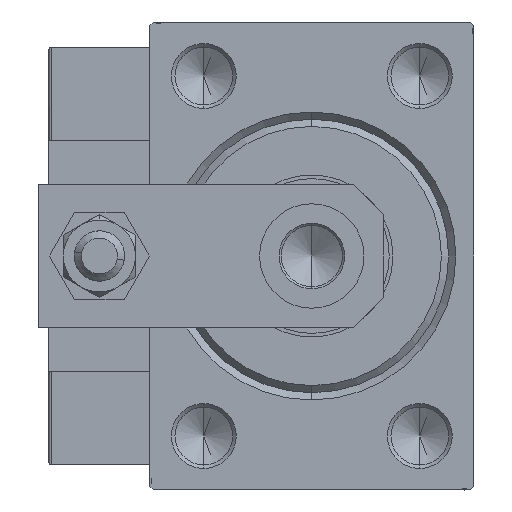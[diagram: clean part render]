
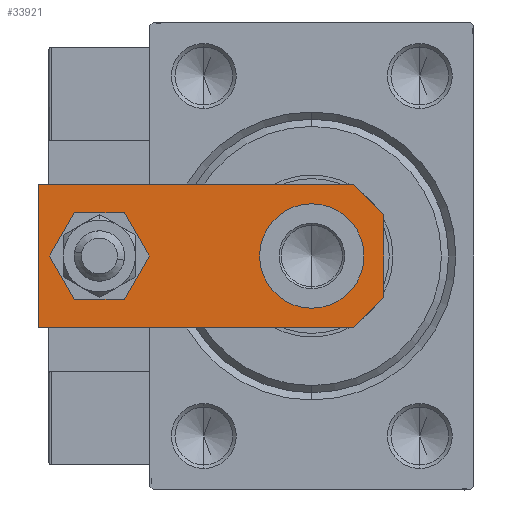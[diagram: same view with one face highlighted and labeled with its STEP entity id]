
A CAD part, left-side view. The second image highlights one B-rep face of the part: STEP entity #33921.
In plain terms, the highlighted face is planar.
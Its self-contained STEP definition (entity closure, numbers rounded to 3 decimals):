
#51 = EDGE_CURVE ( 'NONE', #31038, #33557, #5040, .T. ) ;
#85 = VERTEX_POINT ( 'NONE', #21582 ) ;
#889 = CARTESIAN_POINT ( 'NONE',  ( 10., 48., 6. ) ) ;
#997 = LINE ( 'NONE', #13331, #45240 ) ;
#1159 = ORIENTED_EDGE ( 'NONE', *, *, #48112, .T. ) ;
#1961 = CARTESIAN_POINT ( 'NONE',  ( 0., 10., 6. ) ) ;
#2097 = DIRECTION ( 'NONE',  ( 1., 0., 0. ) ) ;
#2253 = VERTEX_POINT ( 'NONE', #13452 ) ;
#4129 = CARTESIAN_POINT ( 'NONE',  ( 7.25, 10., 6. ) ) ;
#4209 = DIRECTION ( 'NONE',  ( 1., 0., 0. ) ) ;
#5040 = LINE ( 'NONE', #29988, #32253 ) ;
#7446 = CARTESIAN_POINT ( 'NONE',  ( -10., 48., 6. ) ) ;
#7552 = CARTESIAN_POINT ( 'NONE',  ( -5.76, 0., 6. ) ) ;
#9538 = LINE ( 'NONE', #889, #48674 ) ;
#9654 = CIRCLE ( 'NONE', #39033, 4. ) ;
#10009 = DIRECTION ( 'NONE',  ( 0.707, -0.707, 0. ) ) ;
#10347 = CARTESIAN_POINT ( 'NONE',  ( -10., 48., 6. ) ) ;
#10670 = ORIENTED_EDGE ( 'NONE', *, *, #43095, .T. ) ;
#11024 = AXIS2_PLACEMENT_3D ( 'NONE', #41541, #45734, #2097 ) ;
#13254 = CARTESIAN_POINT ( 'NONE',  ( 2.88, -2.88, 6. ) ) ;
#13324 = EDGE_CURVE ( 'NONE', #36800, #51437, #44381, .T. ) ;
#13331 = CARTESIAN_POINT ( 'NONE',  ( 10., 0., 6. ) ) ;
#13452 = CARTESIAN_POINT ( 'NONE',  ( 10., 48., 6. ) ) ;
#13560 = DIRECTION ( 'NONE',  ( 0., 0., 1. ) ) ;
#13844 = DIRECTION ( 'NONE',  ( 0., 1., 0. ) ) ;
#14267 = VERTEX_POINT ( 'NONE', #44738 ) ;
#15344 = ORIENTED_EDGE ( 'NONE', *, *, #28109, .T. ) ;
#15381 = ORIENTED_EDGE ( 'NONE', *, *, #38470, .F. ) ;
#15944 = CARTESIAN_POINT ( 'NONE',  ( -10., 0., 6. ) ) ;
#17479 = DIRECTION ( 'NONE',  ( 1., 0., 0. ) ) ;
#17506 = CARTESIAN_POINT ( 'NONE',  ( 0., 39.5, 6. ) ) ;
#19285 = EDGE_CURVE ( 'NONE', #2253, #25782, #9538, .T. ) ;
#20156 = CARTESIAN_POINT ( 'NONE',  ( 0., 39.5, 6. ) ) ;
#20412 = DIRECTION ( 'NONE',  ( 1., 0., 0. ) ) ;
#21004 = EDGE_LOOP ( 'NONE', ( #10670, #23286, #1159, #48099, #15344, #33571 ) ) ;
#21582 = CARTESIAN_POINT ( 'NONE',  ( -4., 39.5, 6. ) ) ;
#21610 = CIRCLE ( 'NONE', #50140, 4. ) ;
#21822 = FACE_OUTER_BOUND ( 'NONE', #21004, .T. ) ;
#23151 = CARTESIAN_POINT ( 'NONE',  ( 0., 10., 6. ) ) ;
#23286 = ORIENTED_EDGE ( 'NONE', *, *, #51, .T. ) ;
#23677 = ORIENTED_EDGE ( 'NONE', *, *, #49226, .F. ) ;
#23825 = CARTESIAN_POINT ( 'NONE',  ( -10., 4.24, 6. ) ) ;
#24478 = CIRCLE ( 'NONE', #36258, 7.25 ) ;
#25258 = EDGE_CURVE ( 'NONE', #85, #14267, #21610, .T. ) ;
#25400 = CARTESIAN_POINT ( 'NONE',  ( 10., 4.24, 6. ) ) ;
#25508 = FACE_BOUND ( 'NONE', #48013, .T. ) ;
#25782 = VERTEX_POINT ( 'NONE', #7446 ) ;
#25914 = DIRECTION ( 'NONE',  ( 1., 0., 0. ) ) ;
#26025 = FACE_BOUND ( 'NONE', #26497, .T. ) ;
#26323 = VECTOR ( 'NONE', #26924, 1000. ) ;
#26497 = EDGE_LOOP ( 'NONE', ( #45141, #23677 ) ) ;
#26924 = DIRECTION ( 'NONE',  ( 0., -1., 0. ) ) ;
#27567 = CARTESIAN_POINT ( 'NONE',  ( 5.76, 0., 6. ) ) ;
#28109 = EDGE_CURVE ( 'NONE', #45883, #2253, #997, .T. ) ;
#29988 = CARTESIAN_POINT ( 'NONE',  ( -2.88, -2.88, 6. ) ) ;
#30119 = AXIS2_PLACEMENT_3D ( 'NONE', #1961, #49790, #17479 ) ;
#31038 = VERTEX_POINT ( 'NONE', #23825 ) ;
#31418 = VECTOR ( 'NONE', #32757, 1000. ) ;
#32239 = DIRECTION ( 'NONE',  ( 0., 0., 1. ) ) ;
#32253 = VECTOR ( 'NONE', #10009, 1000. ) ;
#32757 = DIRECTION ( 'NONE',  ( 1., 0., 0. ) ) ;
#33202 = DIRECTION ( 'NONE',  ( -1., 0., 0. ) ) ;
#33557 = VERTEX_POINT ( 'NONE', #7552 ) ;
#33571 = ORIENTED_EDGE ( 'NONE', *, *, #19285, .T. ) ;
#33921 = ADVANCED_FACE ( 'NONE', ( #26025, #21822, #25508 ), #49417, .T. ) ;
#35439 = CARTESIAN_POINT ( 'NONE',  ( -7.25, 10., 6. ) ) ;
#36258 = AXIS2_PLACEMENT_3D ( 'NONE', #23151, #39181, #4209 ) ;
#36800 = VERTEX_POINT ( 'NONE', #4129 ) ;
#38470 = EDGE_CURVE ( 'NONE', #51437, #36800, #24478, .T. ) ;
#39033 = AXIS2_PLACEMENT_3D ( 'NONE', #17506, #13560, #25914 ) ;
#39181 = DIRECTION ( 'NONE',  ( 0., 0., 1. ) ) ;
#39854 = LINE ( 'NONE', #15944, #31418 ) ;
#40479 = VERTEX_POINT ( 'NONE', #27567 ) ;
#41541 = CARTESIAN_POINT ( 'NONE',  ( 0., 0., 6. ) ) ;
#42212 = ORIENTED_EDGE ( 'NONE', *, *, #13324, .F. ) ;
#43095 = EDGE_CURVE ( 'NONE', #25782, #31038, #50815, .T. ) ;
#44381 = CIRCLE ( 'NONE', #30119, 7.25 ) ;
#44738 = CARTESIAN_POINT ( 'NONE',  ( 4., 39.5, 6. ) ) ;
#45141 = ORIENTED_EDGE ( 'NONE', *, *, #25258, .F. ) ;
#45240 = VECTOR ( 'NONE', #13844, 1000. ) ;
#45580 = DIRECTION ( 'NONE',  ( 0.707, 0.707, 0. ) ) ;
#45734 = DIRECTION ( 'NONE',  ( 0., 0., 1. ) ) ;
#45817 = VECTOR ( 'NONE', #45580, 1000. ) ;
#45883 = VERTEX_POINT ( 'NONE', #25400 ) ;
#48013 = EDGE_LOOP ( 'NONE', ( #15381, #42212 ) ) ;
#48099 = ORIENTED_EDGE ( 'NONE', *, *, #50710, .T. ) ;
#48112 = EDGE_CURVE ( 'NONE', #33557, #40479, #39854, .T. ) ;
#48674 = VECTOR ( 'NONE', #33202, 1000. ) ;
#49226 = EDGE_CURVE ( 'NONE', #14267, #85, #9654, .T. ) ;
#49417 = PLANE ( 'NONE',  #11024 ) ;
#49790 = DIRECTION ( 'NONE',  ( 0., 0., 1. ) ) ;
#50140 = AXIS2_PLACEMENT_3D ( 'NONE', #20156, #32239, #20412 ) ;
#50710 = EDGE_CURVE ( 'NONE', #40479, #45883, #51902, .T. ) ;
#50815 = LINE ( 'NONE', #10347, #26323 ) ;
#51437 = VERTEX_POINT ( 'NONE', #35439 ) ;
#51902 = LINE ( 'NONE', #13254, #45817 ) ;
